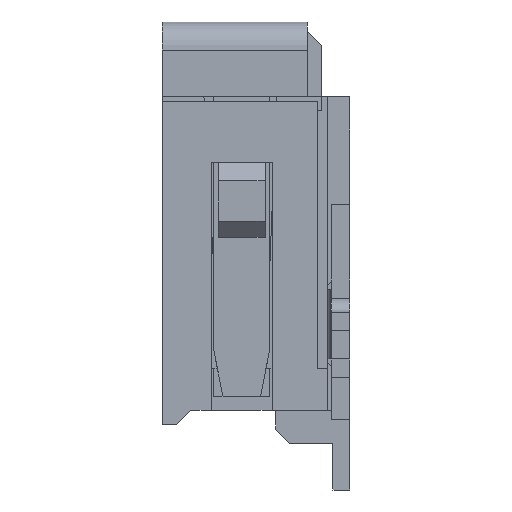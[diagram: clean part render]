
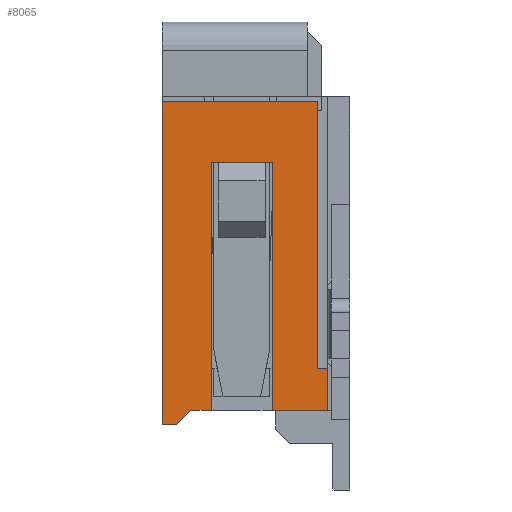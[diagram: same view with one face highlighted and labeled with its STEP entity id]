
A CAD part, left-side view. The second image highlights one B-rep face of the part: STEP entity #8065.
In plain terms, the highlighted planar face has unit normal (-1, 0, 0).
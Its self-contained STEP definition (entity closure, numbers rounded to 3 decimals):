
#13=DIRECTION('',(0.,-1.,0.));
#14=VECTOR('',#13,0.15);
#15=CARTESIAN_POINT('',(-4.65,2.,0.));
#16=LINE('',#15,#14);
#17=DIRECTION('',(0.,-1.,0.));
#18=VECTOR('',#17,1.65);
#19=CARTESIAN_POINT('',(-4.65,2.,3.45));
#20=LINE('',#19,#18);
#21=DIRECTION('',(0.,0.,-1.));
#22=VECTOR('',#21,2.85);
#23=CARTESIAN_POINT('',(-4.65,0.35,3.45));
#24=LINE('',#23,#22);
#25=DIRECTION('',(0.,1.,0.));
#26=VECTOR('',#25,0.11);
#27=CARTESIAN_POINT('',(-4.65,0.24,0.6));
#28=LINE('',#27,#26);
#29=DIRECTION('',(0.,0.,-1.));
#30=VECTOR('',#29,0.45);
#31=CARTESIAN_POINT('',(-4.65,0.24,0.6));
#32=LINE('',#31,#30);
#33=DIRECTION('',(0.,1.,0.));
#34=VECTOR('',#33,0.59);
#35=CARTESIAN_POINT('',(-4.65,0.24,0.15));
#36=LINE('',#35,#34);
#37=DIRECTION('',(0.,0.,1.));
#38=VECTOR('',#37,2.65);
#39=CARTESIAN_POINT('',(-4.65,0.83,0.15));
#40=LINE('',#39,#38);
#41=DIRECTION('',(0.,1.,0.));
#42=VECTOR('',#41,0.65);
#43=CARTESIAN_POINT('',(-4.65,0.83,2.8));
#44=LINE('',#43,#42);
#45=DIRECTION('',(0.,0.,1.));
#46=VECTOR('',#45,2.65);
#47=CARTESIAN_POINT('',(-4.65,1.48,0.15));
#48=LINE('',#47,#46);
#49=DIRECTION('',(0.,1.,0.));
#50=VECTOR('',#49,0.22);
#51=CARTESIAN_POINT('',(-4.65,1.48,0.15));
#52=LINE('',#51,#50);
#53=DIRECTION('',(0.,-0.707,0.707));
#54=VECTOR('',#53,0.212);
#55=CARTESIAN_POINT('',(-4.65,1.85,0.));
#56=LINE('',#55,#54);
#57=DIRECTION('',(0.,0.,1.));
#58=VECTOR('',#57,3.45);
#59=CARTESIAN_POINT('',(-4.65,2.,0.));
#60=LINE('',#59,#58);
#6054=CARTESIAN_POINT('',(-4.65,2.,0.));
#6056=VERTEX_POINT('',#6054);
#6175=CARTESIAN_POINT('',(-4.65,0.83,2.8));
#6176=CARTESIAN_POINT('',(-4.65,1.48,2.8));
#6177=VERTEX_POINT('',#6175);
#6178=VERTEX_POINT('',#6176);
#6179=CARTESIAN_POINT('',(-4.65,0.83,0.15));
#6180=VERTEX_POINT('',#6179);
#6181=CARTESIAN_POINT('',(-4.65,1.48,0.15));
#6182=VERTEX_POINT('',#6181);
#6349=CARTESIAN_POINT('',(-4.65,1.85,0.));
#6351=VERTEX_POINT('',#6349);
#6355=CARTESIAN_POINT('',(-4.65,1.7,0.15));
#6356=VERTEX_POINT('',#6355);
#6937=CARTESIAN_POINT('',(-4.65,0.24,0.15));
#6939=VERTEX_POINT('',#6937);
#6949=CARTESIAN_POINT('',(-4.65,0.24,0.6));
#6950=CARTESIAN_POINT('',(-4.65,0.35,0.6));
#6951=VERTEX_POINT('',#6949);
#6952=VERTEX_POINT('',#6950);
#6979=CARTESIAN_POINT('',(-4.65,2.,3.45));
#6981=VERTEX_POINT('',#6979);
#6983=CARTESIAN_POINT('',(-4.65,0.35,3.45));
#6984=VERTEX_POINT('',#6983);
#8036=CARTESIAN_POINT('',(-4.65,2.,0.));
#8037=DIRECTION('',(-1.,0.,0.));
#8038=DIRECTION('',(0.,-1.,0.));
#8039=AXIS2_PLACEMENT_3D('',#8036,#8037,#8038);
#8040=PLANE('',#8039);
#8042=ORIENTED_EDGE('',*,*,#8041,.T.);
#8044=ORIENTED_EDGE('',*,*,#8043,.T.);
#8046=ORIENTED_EDGE('',*,*,#8045,.F.);
#8048=ORIENTED_EDGE('',*,*,#8047,.T.);
#8050=ORIENTED_EDGE('',*,*,#8049,.T.);
#8052=ORIENTED_EDGE('',*,*,#8051,.T.);
#8054=ORIENTED_EDGE('',*,*,#8053,.T.);
#8056=ORIENTED_EDGE('',*,*,#8055,.F.);
#8058=ORIENTED_EDGE('',*,*,#8057,.T.);
#8059=ORIENTED_EDGE('',*,*,#8027,.F.);
#8060=ORIENTED_EDGE('',*,*,#8016,.F.);
#8062=ORIENTED_EDGE('',*,*,#8061,.T.);
#8063=EDGE_LOOP('',(#8042,#8044,#8046,#8048,#8050,#8052,#8054,#8056,#8058,#8059,
#8060,#8062));
#8064=FACE_OUTER_BOUND('',#8063,.F.);
#8065=ADVANCED_FACE('',(#8064),#8040,.T.);
#8016=EDGE_CURVE('',#6056,#6351,#16,.T.);
#8027=EDGE_CURVE('',#6351,#6356,#56,.T.);
#8041=EDGE_CURVE('',#6981,#6984,#20,.T.);
#8043=EDGE_CURVE('',#6984,#6952,#24,.T.);
#8045=EDGE_CURVE('',#6951,#6952,#28,.T.);
#8047=EDGE_CURVE('',#6951,#6939,#32,.T.);
#8049=EDGE_CURVE('',#6939,#6180,#36,.T.);
#8051=EDGE_CURVE('',#6180,#6177,#40,.T.);
#8053=EDGE_CURVE('',#6177,#6178,#44,.T.);
#8055=EDGE_CURVE('',#6182,#6178,#48,.T.);
#8057=EDGE_CURVE('',#6182,#6356,#52,.T.);
#8061=EDGE_CURVE('',#6056,#6981,#60,.T.);
